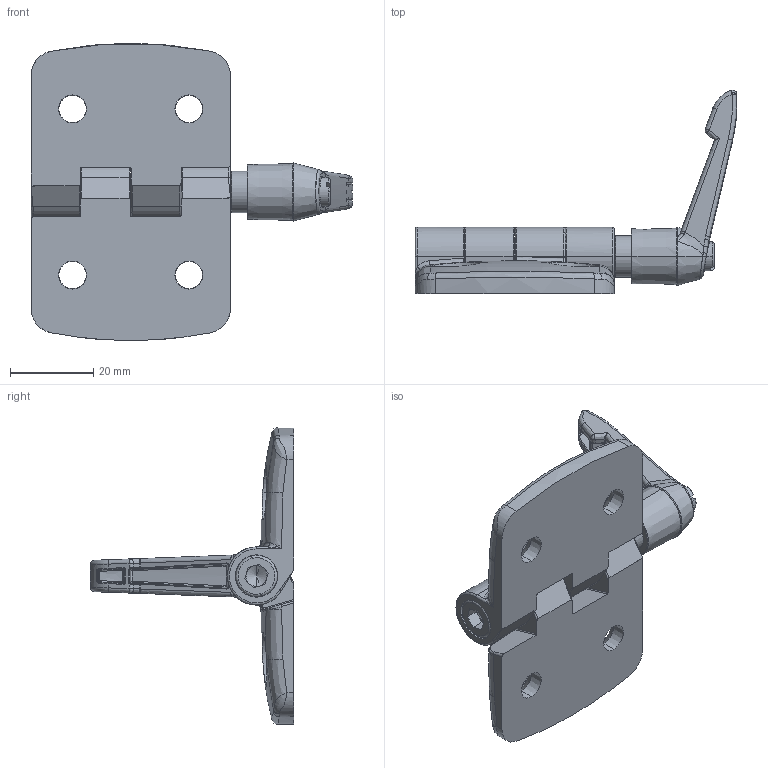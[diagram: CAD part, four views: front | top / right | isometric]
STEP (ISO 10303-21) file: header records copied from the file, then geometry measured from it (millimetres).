
FILE_DESCRIPTION (( 'STEP AP214' ), '1' );
FILE_NAME ('095kf3535f00.STEP', '2014-08-27T10:46:48', ( '' ), ( '' ), 'SwSTEP 2.0', 'SolidWorks 2014', '' );
FILE_SCHEMA (( 'AUTOMOTIVE_DESIGN' ));
Length unit declared in the file: millimetre
Products named in the file (1): 095kf3535f00
Bounding box: 77.49 x 48.95 x 71.5 mm (x, y, z)
Volume: 28005.6 mm3; surface area: 17379.6 mm2
Topology: 9 solids, 9 shells, 462 faces, 1156 edges, 678 vertices
Faces by surface type: bspline 226, cylinder 108, plane 85, cone 43
Entity records: 25797 total; most frequent: CARTESIAN_POINT 11495, ORIENTED_EDGE 2232, DIRECTION 1461, EDGE_CURVE 1116, VERTEX_POINT 678, AXIS2_PLACEMENT_3D 602, EDGE_LOOP 486, UNCERTAINTY_MEASURE_WITH_UNIT 473
